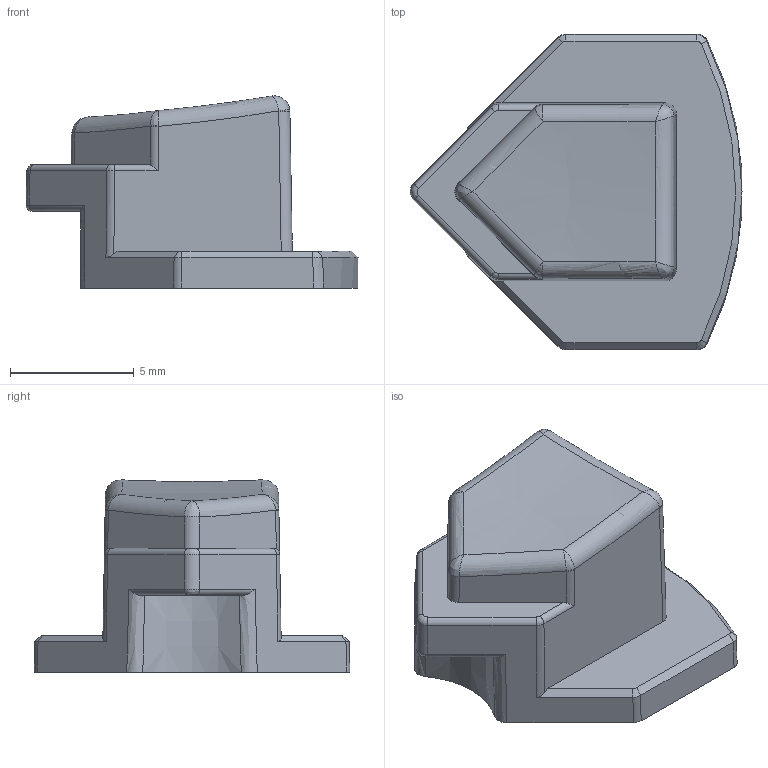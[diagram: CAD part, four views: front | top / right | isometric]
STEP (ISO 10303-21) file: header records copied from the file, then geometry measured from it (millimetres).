
FILE_DESCRIPTION(/* description */ (''),/* implementation_level */ '2;1');
FILE_NAME(/* name */ 'SplitDpad.step',/* time_stamp */ '2024-02-22T16:22:40-08:00',/* author */ (''),/* organization */ (''),/* preprocessor_version */ 'ST-DEVELOPER v20',/* originating_system */ 'Autodesk Translation Framework v12.20.1.177',/* authorisation */ '');
FILE_SCHEMA (('AUTOMOTIVE_DESIGN { 1 0 10303 214 3 1 1 }'));
Length unit declared in the file: millimetre
Products named in the file (1): FusionComponent
Bounding box: 13.42 x 12.75 x 7.77 mm (x, y, z)
Volume: 497.8 mm3; surface area: 477.4 mm2
Topology: 1 solids, 1 shells, 73 faces, 186 edges, 111 vertices
Faces by surface type: bspline 29, plane 18, cylinder 16, torus 5, cone 4, sphere 1
Entity records: 2916 total; most frequent: CARTESIAN_POINT 1319, ORIENTED_EDGE 362, DIRECTION 260, EDGE_CURVE 181, VERTEX_POINT 111, AXIS2_PLACEMENT_3D 96, EDGE_LOOP 74, FACE_OUTER_BOUND 73
